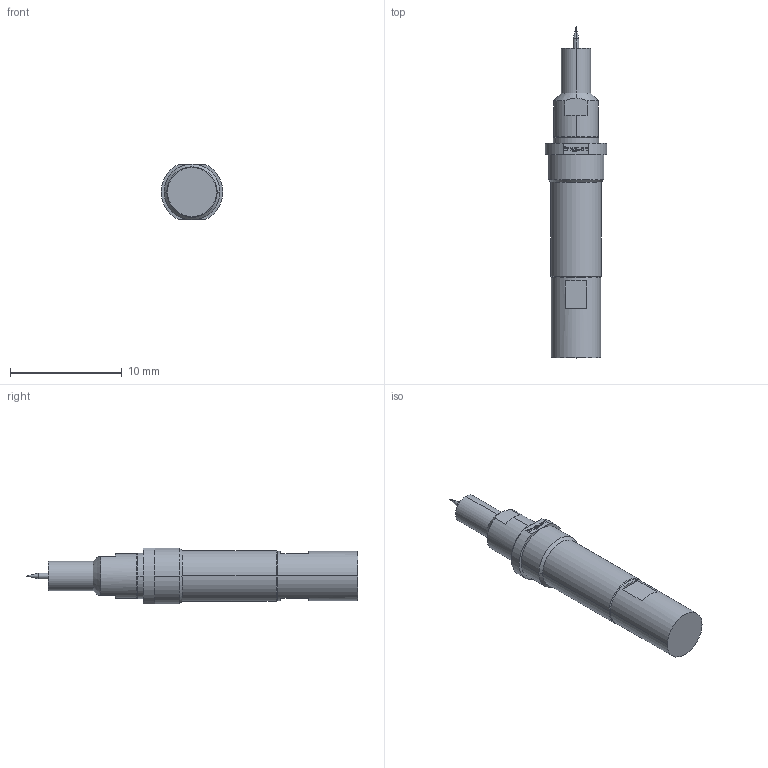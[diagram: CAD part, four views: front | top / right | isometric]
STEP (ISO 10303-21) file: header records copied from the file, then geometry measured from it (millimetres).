
FILE_DESCRIPTION (( 'STEP AP203' ), '1' );
FILE_NAME ('INGUN_HFS-4x0_201_051_A_xx02_M.STEP', '2022-04-26T12:23:52', ( 'ochi' ), ( '' ), 'SwSTEP 2.0', 'SolidWorks 2018', '' );
FILE_SCHEMA (( 'CONFIG_CONTROL_DESIGN' ));
Length unit declared in the file: millimetre
Products named in the file (1): INGUN_HFS-4x0_201_051_A_xx02_M
Bounding box: 5.5 x 29.7 x 5 mm (x, y, z)
Volume: 386.3 mm3; surface area: 416.6 mm2
Topology: 1 solids, 1 shells, 116 faces, 281 edges, 179 vertices
Faces by surface type: plane 58, cylinder 24, bspline 22, cone 12
Entity records: 3820 total; most frequent: CARTESIAN_POINT 1212, ORIENTED_EDGE 558, DIRECTION 447, EDGE_CURVE 279, VERTEX_POINT 179, AXIS2_PLACEMENT_3D 154, LINE 139, VECTOR 139
